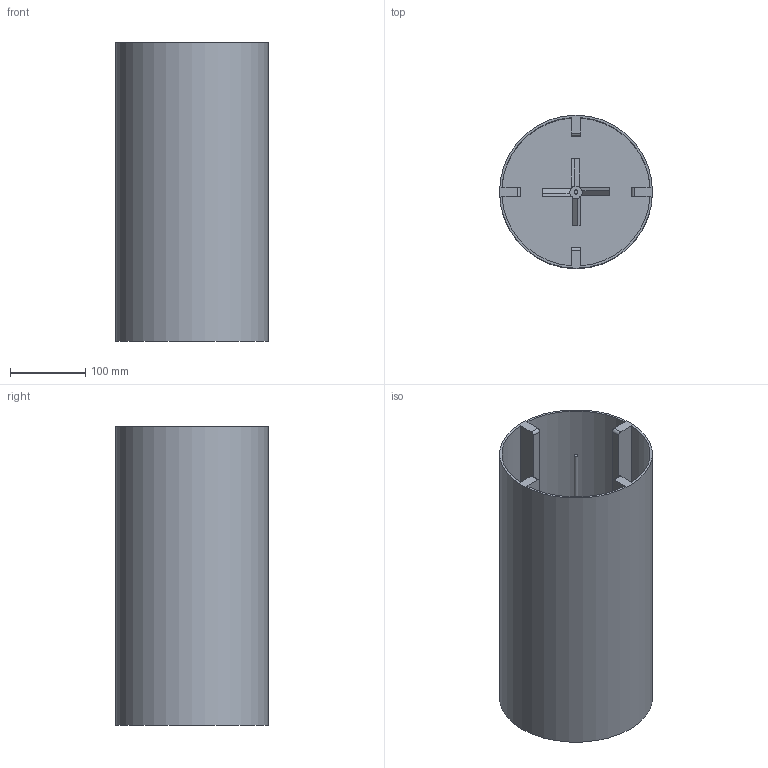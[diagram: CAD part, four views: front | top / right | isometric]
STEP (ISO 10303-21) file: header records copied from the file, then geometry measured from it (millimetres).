
FILE_DESCRIPTION(('Open CASCADE Model'),'2;1');
FILE_NAME('Open CASCADE Shape Model','2021-10-14T15:51:17',('Author'),( 'Open CASCADE'),'Open CASCADE STEP processor 7.4','Open CASCADE 7.4' ,'Unknown');
FILE_SCHEMA(('AUTOMOTIVE_DESIGN { 1 0 10303 214 1 1 1 1 }'));
Length unit declared in the file: millimetre
Products named in the file (4): Open CASCADE STEP translator 7.4 1; Open CASCADE STEP translator 7.4 1.1; Open CASCADE STEP translator 7.4 1.1.1; Open CASCADE STEP translator 7.4 1.1.2
Assembly tree (3 placements, depth 3):
  Open CASCADE STEP translator 7.4 1
    Open CASCADE STEP translator 7.4 1.1
      Open CASCADE STEP translator 7.4 1.1.1
      Open CASCADE STEP translator 7.4 1.1.2
Bounding box: 202.95 x 202.95 x 396.4 mm (x, y, z)
Volume: 1383404.5 mm3; surface area: 644648.3 mm2
Topology: 2 solids, 2 shells, 48 faces, 123 edges, 82 vertices
Faces by surface type: plane 35, cylinder 13
Full cylindrical faces by diameter (mm): 5 x2, 16.412 x1, 202.949 x1
Entity records: 3217 total; most frequent: CARTESIAN_POINT 721, DIRECTION 458, ORIENTED_EDGE 246, PCURVE 246, DEFINITIONAL_REPRESENTATION 246, LINE 245, VECTOR 245, EDGE_CURVE 123
